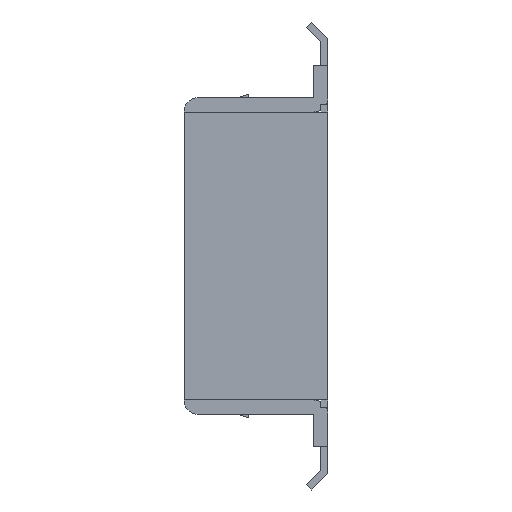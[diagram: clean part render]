
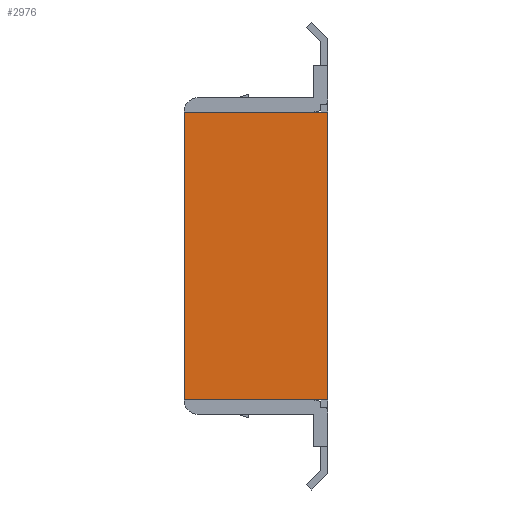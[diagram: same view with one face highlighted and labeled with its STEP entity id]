
A CAD part, left-side view. The second image highlights one B-rep face of the part: STEP entity #2976.
In plain terms, the highlighted planar face has unit normal (-1, 0, 0).
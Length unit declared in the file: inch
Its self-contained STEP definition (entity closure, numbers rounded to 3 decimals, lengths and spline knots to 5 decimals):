
#287=FACE_OUTER_BOUND('',#440,.T.);
#440=EDGE_LOOP('',(#2671,#2672,#2673,#2674));
#580=LINE('',#4174,#935);
#670=LINE('',#4357,#1025);
#792=LINE('',#4653,#1147);
#856=LINE('',#4785,#1211);
#935=VECTOR('',#3384,0.15748);
#1025=VECTOR('',#3548,0.07874);
#1147=VECTOR('',#3826,0.07874);
#1211=VECTOR('',#3958,0.15748);
#1292=VERTEX_POINT('',#4171);
#1293=VERTEX_POINT('',#4173);
#1349=VERTEX_POINT('',#4356);
#1445=VERTEX_POINT('',#4651);
#1582=EDGE_CURVE('',#1293,#1292,#580,.T.);
#1676=EDGE_CURVE('',#1349,#1293,#670,.T.);
#1823=EDGE_CURVE('',#1292,#1445,#792,.T.);
#1888=EDGE_CURVE('',#1349,#1445,#856,.T.);
#2671=ORIENTED_EDGE('',*,*,#1823,.T.);
#2672=ORIENTED_EDGE('',*,*,#1888,.F.);
#2673=ORIENTED_EDGE('',*,*,#1676,.T.);
#2674=ORIENTED_EDGE('',*,*,#1582,.T.);
#2828=PLANE('',#3198);
#2976=ADVANCED_FACE('',(#287),#2828,.T.);
#3198=AXIS2_PLACEMENT_3D('',#4784,#3956,#3957);
#3384=DIRECTION('',(0.,0.,-1.));
#3548=DIRECTION('',(0.,1.,0.));
#3826=DIRECTION('',(0.,-1.,0.));
#3956=DIRECTION('center_axis',(-1.,0.,0.));
#3957=DIRECTION('ref_axis',(0.,0.,1.));
#3958=DIRECTION('',(0.,0.,-1.));
#4171=CARTESIAN_POINT('',(-0.1122,0.04331,-0.07874));
#4173=CARTESIAN_POINT('',(-0.1122,0.04331,0.07874));
#4174=CARTESIAN_POINT('',(-0.1122,0.04331,0.07874));
#4356=CARTESIAN_POINT('',(-0.1122,-0.03543,0.07874));
#4357=CARTESIAN_POINT('',(-0.1122,-0.03543,0.07874));
#4651=CARTESIAN_POINT('',(-0.1122,-0.03543,-0.07874));
#4653=CARTESIAN_POINT('',(-0.1122,0.04331,-0.07874));
#4784=CARTESIAN_POINT('Origin',(-0.1122,0.03543,0.));
#4785=CARTESIAN_POINT('',(-0.1122,-0.03543,0.07874));
